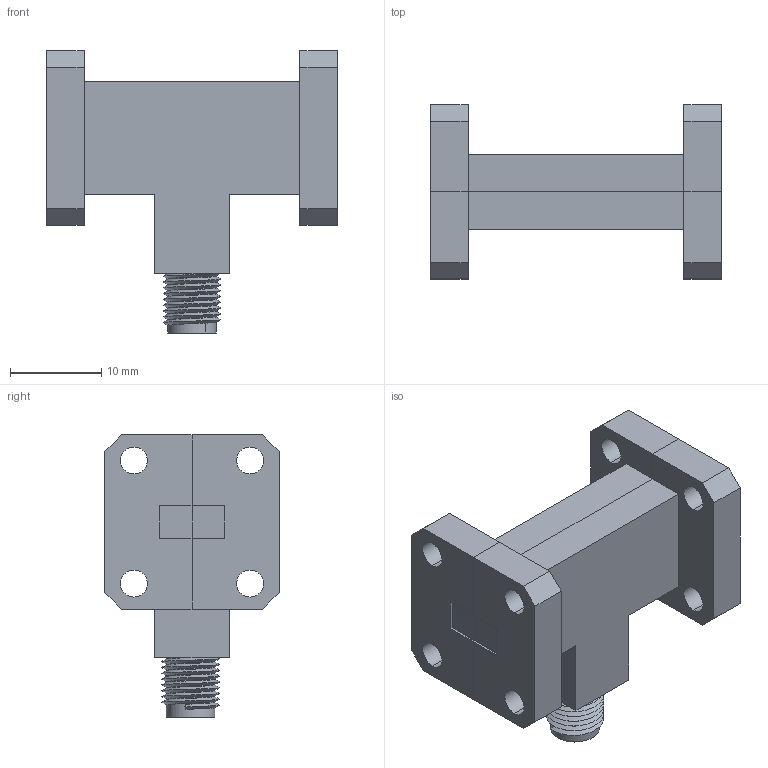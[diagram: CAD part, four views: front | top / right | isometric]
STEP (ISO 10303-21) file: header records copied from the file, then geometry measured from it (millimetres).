
FILE_DESCRIPTION (( 'STEP AP203' ), '1' );
FILE_NAME ('SKA-2734032530-2828-AP.STEP', '2019-10-16T00:20:55', ( '' ), ( '' ), 'SwSTEP 2.0', 'SolidWorks 2016', '' );
FILE_SCHEMA (( 'CONFIG_CONTROL_DESIGN' ));
Length unit declared in the file: inch
Products named in the file (1): SKA-2734032530-2828-AP
Bounding box: 31.75 x 19.05 x 30.86 mm (x, y, z)
Volume: 5557.8 mm3; surface area: 5592.1 mm2
Topology: 11 solids, 11 shells, 399 faces, 909 edges, 550 vertices
Faces by surface type: plane 157, cylinder 135, cone 105, bspline 2
Entity records: 12412 total; most frequent: CARTESIAN_POINT 3458, DIRECTION 1879, ORIENTED_EDGE 1786, EDGE_CURVE 893, AXIS2_PLACEMENT_3D 704, VERTEX_POINT 550, VECTOR 471, LINE 471
